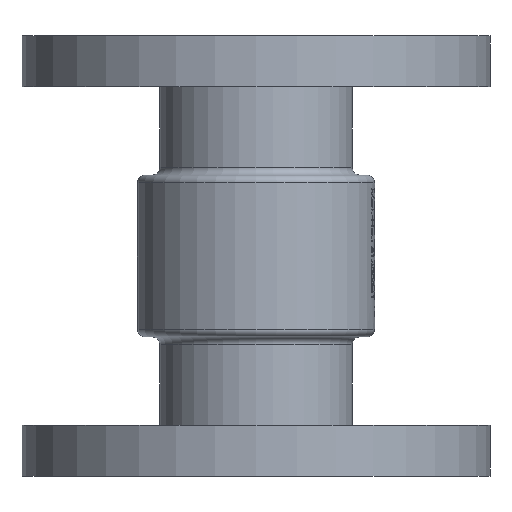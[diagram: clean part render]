
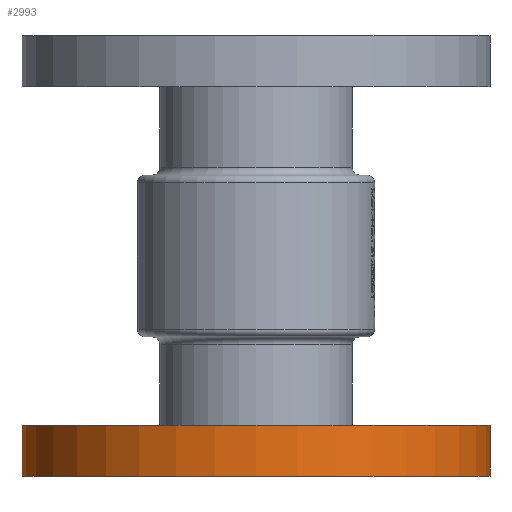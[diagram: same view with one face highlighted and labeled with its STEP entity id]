
A CAD part, front view. The second image highlights one B-rep face of the part: STEP entity #2993.
In plain terms, the highlighted cylindrical face has radius 92.5 mm (diameter 185 mm), a partial arc.
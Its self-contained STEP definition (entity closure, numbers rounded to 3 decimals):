
#43 = DIRECTION ( 'NONE',  ( 0., 0., 1. ) ) ;
#1307 = EDGE_CURVE ( 'NONE', #16078, #27225, #12561, .T. ) ;
#1734 = ORIENTED_EDGE ( 'NONE', *, *, #28292, .F. ) ;
#2524 = DIRECTION ( 'NONE',  ( 0., 0., -1. ) ) ;
#2717 = VECTOR ( 'NONE', #12533, 1000. ) ;
#2803 = CARTESIAN_POINT ( 'NONE',  ( -92.5, 0., -174. ) ) ;
#2993 = ADVANCED_FACE ( 'NONE', ( #13590 ), #11397, .T. ) ;
#3504 = ORIENTED_EDGE ( 'NONE', *, *, #11507, .F. ) ;
#3604 = ORIENTED_EDGE ( 'NONE', *, *, #1307, .T. ) ;
#3661 = CARTESIAN_POINT ( 'NONE',  ( 92.5, 0., -174. ) ) ;
#4558 = CARTESIAN_POINT ( 'NONE',  ( 0., 0., -154. ) ) ;
#4633 = AXIS2_PLACEMENT_3D ( 'NONE', #9365, #22777, #18268 ) ;
#6448 = CARTESIAN_POINT ( 'NONE',  ( 0., 0., -174. ) ) ;
#6970 = AXIS2_PLACEMENT_3D ( 'NONE', #4558, #13444, #17551 ) ;
#7428 = CIRCLE ( 'NONE', #6970, 92.5 ) ;
#8123 = EDGE_LOOP ( 'NONE', ( #1734, #11675, #3604, #3504 ) ) ;
#8788 = VERTEX_POINT ( 'NONE', #22465 ) ;
#9189 = LINE ( 'NONE', #2803, #11641 ) ;
#9365 = CARTESIAN_POINT ( 'NONE',  ( 0., 0., -174. ) ) ;
#10356 = LINE ( 'NONE', #3661, #2717 ) ;
#11397 = CYLINDRICAL_SURFACE ( 'NONE', #4633, 92.5 ) ;
#11507 = EDGE_CURVE ( 'NONE', #8788, #27225, #10356, .T. ) ;
#11641 = VECTOR ( 'NONE', #2524, 1000. ) ;
#11675 = ORIENTED_EDGE ( 'NONE', *, *, #21836, .T. ) ;
#12533 = DIRECTION ( 'NONE',  ( 0., 0., -1. ) ) ;
#12561 = CIRCLE ( 'NONE', #15846, 92.5 ) ;
#13444 = DIRECTION ( 'NONE',  ( 0., 0., 1. ) ) ;
#13590 = FACE_OUTER_BOUND ( 'NONE', #8123, .T. ) ;
#15846 = AXIS2_PLACEMENT_3D ( 'NONE', #6448, #43, #17260 ) ;
#16078 = VERTEX_POINT ( 'NONE', #23899 ) ;
#17260 = DIRECTION ( 'NONE',  ( 1., 0., 0. ) ) ;
#17551 = DIRECTION ( 'NONE',  ( 1., 0., 0. ) ) ;
#18268 = DIRECTION ( 'NONE',  ( 1., 0., 0. ) ) ;
#18770 = CARTESIAN_POINT ( 'NONE',  ( -92.5, 0., -154. ) ) ;
#19860 = CARTESIAN_POINT ( 'NONE',  ( 92.5, 0., -174. ) ) ;
#21836 = EDGE_CURVE ( 'NONE', #28695, #16078, #9189, .T. ) ;
#22465 = CARTESIAN_POINT ( 'NONE',  ( 92.5, 0., -154. ) ) ;
#22777 = DIRECTION ( 'NONE',  ( 0., 0., -1. ) ) ;
#23899 = CARTESIAN_POINT ( 'NONE',  ( -92.5, 0., -174. ) ) ;
#27225 = VERTEX_POINT ( 'NONE', #19860 ) ;
#28292 = EDGE_CURVE ( 'NONE', #28695, #8788, #7428, .T. ) ;
#28695 = VERTEX_POINT ( 'NONE', #18770 ) ;
